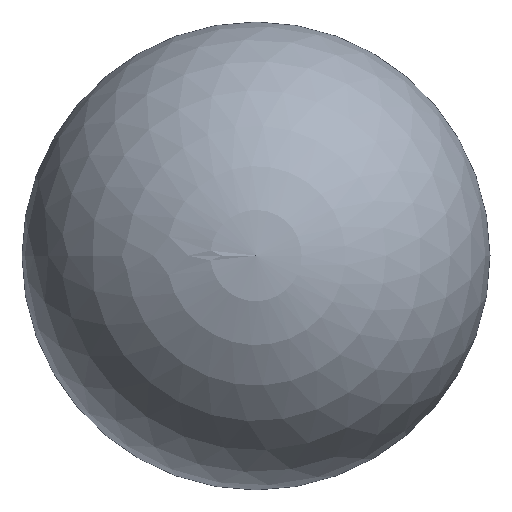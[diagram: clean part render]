
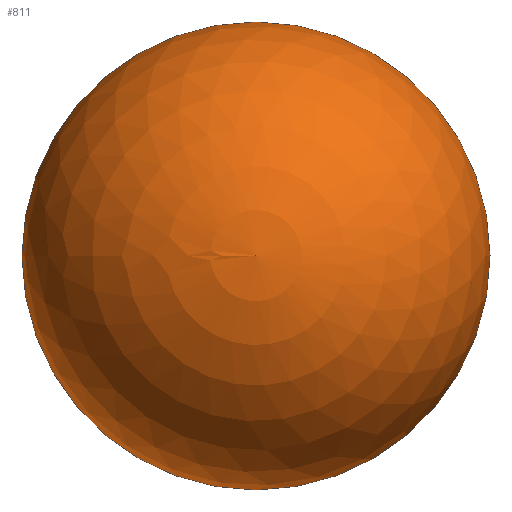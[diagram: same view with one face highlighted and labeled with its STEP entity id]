
A CAD part, top view. The second image highlights one B-rep face of the part: STEP entity #811.
In plain terms, the highlighted spherical face has radius 45 mm.
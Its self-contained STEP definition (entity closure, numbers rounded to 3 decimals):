
#457 = CARTESIAN_POINT ( 'NONE',  ( 0., 0., 0. ) ) ;
#757 = VERTEX_POINT ( 'NONE', #6200 ) ;
#811 = ADVANCED_FACE ( 'NONE', ( #9048 ), #5212, .T. ) ;
#855 = ORIENTED_EDGE ( 'NONE', *, *, #4312, .F. ) ;
#884 = VERTEX_POINT ( 'NONE', #8836 ) ;
#1265 = EDGE_CURVE ( 'NONE', #757, #884, #5193, .T. ) ;
#1582 = CARTESIAN_POINT ( 'NONE',  ( 0., 0., 0. ) ) ;
#2349 = DIRECTION ( 'NONE',  ( -1., 0., 0. ) ) ;
#2382 = CIRCLE ( 'NONE', #8256, 45. ) ;
#4312 = EDGE_CURVE ( 'NONE', #884, #757, #2382, .T. ) ;
#4518 = AXIS2_PLACEMENT_3D ( 'NONE', #1582, #7118, #2349 ) ;
#4862 = DIRECTION ( 'NONE',  ( -1., 0., 0. ) ) ;
#5193 = CIRCLE ( 'NONE', #6851, 45. ) ;
#5212 = SPHERICAL_SURFACE ( 'NONE', #4518, 45. ) ;
#5349 = DIRECTION ( 'NONE',  ( 0., 0., -1. ) ) ;
#6200 = CARTESIAN_POINT ( 'NONE',  ( 45., 0., 0. ) ) ;
#6851 = AXIS2_PLACEMENT_3D ( 'NONE', #8651, #8562, #7769 ) ;
#7118 = DIRECTION ( 'NONE',  ( 0., 0., 1. ) ) ;
#7761 = ORIENTED_EDGE ( 'NONE', *, *, #1265, .F. ) ;
#7769 = DIRECTION ( 'NONE',  ( -1., 0., 0. ) ) ;
#8256 = AXIS2_PLACEMENT_3D ( 'NONE', #457, #5349, #4862 ) ;
#8562 = DIRECTION ( 'NONE',  ( 0., 0., -1. ) ) ;
#8651 = CARTESIAN_POINT ( 'NONE',  ( 0., 0., 0. ) ) ;
#8836 = CARTESIAN_POINT ( 'NONE',  ( -45., 0., 0. ) ) ;
#9048 = FACE_OUTER_BOUND ( 'NONE', #10143, .T. ) ;
#10143 = EDGE_LOOP ( 'NONE', ( #855, #7761 ) ) ;
